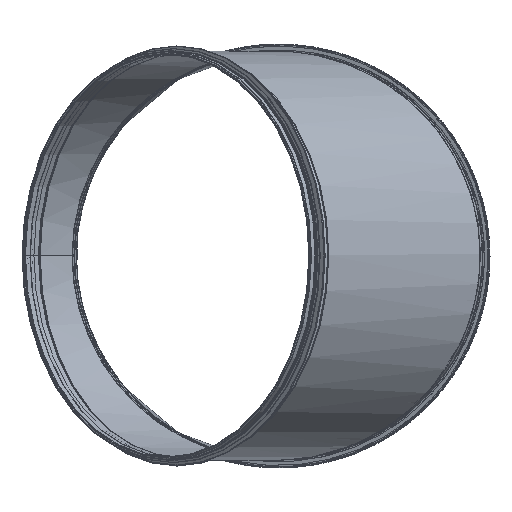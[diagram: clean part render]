
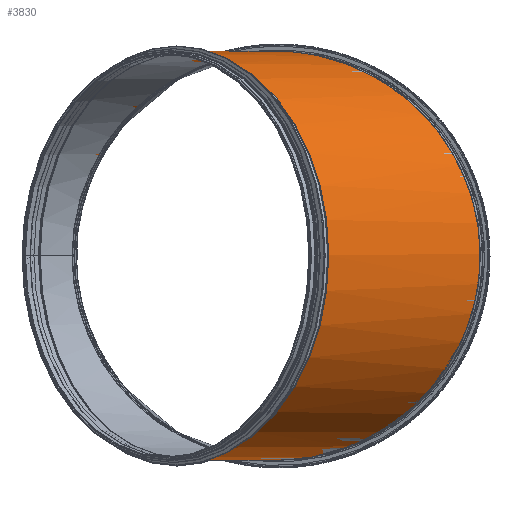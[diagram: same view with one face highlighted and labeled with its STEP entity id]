
A CAD part, top view. The second image highlights one B-rep face of the part: STEP entity #3830.
In plain terms, the highlighted cylindrical face has radius 199.4 mm (diameter 398.8 mm), a full revolution.
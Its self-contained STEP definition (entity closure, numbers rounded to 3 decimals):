
#2846=CARTESIAN_POINT('',(199.4,69.812,-0.003));
#2847=VERTEX_POINT('',#2846);
#2859=CARTESIAN_POINT('',(199.4,69.812,0.0));
#2860=VERTEX_POINT('',#2859);
#3046=CARTESIAN_POINT('',(0.,152.406,-199.4));
#3047=VERTEX_POINT('',#3046);
#3048=CARTESIAN_POINT('',(0.,152.406,0.0));
#3049=DIRECTION('',(-0.383,-0.924,0.0));
#3050=DIRECTION('',(0.924,-0.383,0.0));
#3051=AXIS2_PLACEMENT_3D('',#3048,#3049,#3050);
#3052=ELLIPSE('',#3051,215.829,199.4);
#3053=EDGE_CURVE('',#3047,#2847,#3052,.T.);
#3055=CARTESIAN_POINT('',(0.,152.406,199.4));
#3056=VERTEX_POINT('',#3055);
#3057=CARTESIAN_POINT('',(0.,152.406,0.0));
#3058=DIRECTION('',(-0.383,-0.924,0.0));
#3059=DIRECTION('',(0.924,-0.383,0.0));
#3060=AXIS2_PLACEMENT_3D('',#3057,#3058,#3059);
#3061=ELLIPSE('',#3060,215.829,199.4);
#3062=EDGE_CURVE('',#3056,#3047,#3061,.T.);
#3064=CARTESIAN_POINT('',(0.,152.406,0.0));
#3065=DIRECTION('',(-0.383,-0.924,0.0));
#3066=DIRECTION('',(0.924,-0.383,0.0));
#3067=AXIS2_PLACEMENT_3D('',#3064,#3065,#3066);
#3068=ELLIPSE('',#3067,215.829,199.4);
#3069=EDGE_CURVE('',#2860,#3056,#3068,.T.);
#3088=CARTESIAN_POINT('',(199.4,25.5,-0.003));
#3089=VERTEX_POINT('',#3088);
#3096=CARTESIAN_POINT('',(199.4,69.812,-0.003));
#3097=DIRECTION('',(0.0,-1.0,0.0));
#3098=VECTOR('',#3097,44.312);
#3099=LINE('',#3096,#3098);
#3100=EDGE_CURVE('',#2847,#3089,#3099,.T.);
#3136=CARTESIAN_POINT('',(199.4,25.5,0.0));
#3137=VERTEX_POINT('',#3136);
#3138=CARTESIAN_POINT('',(199.4,25.5,0.0));
#3139=DIRECTION('',(0.0,1.0,0.0));
#3140=VECTOR('',#3139,44.312);
#3141=LINE('',#3138,#3140);
#3142=EDGE_CURVE('',#3137,#2860,#3141,.T.);
#3811=CARTESIAN_POINT('',(0.0,113.595,0.0));
#3812=DIRECTION('',(0.,-1.0,0.0));
#3813=DIRECTION('',(1.0,0.0,0.0));
#3814=AXIS2_PLACEMENT_3D('',#3811,#3812,#3813);
#3815=CYLINDRICAL_SURFACE('',#3814,199.4);
#3816=ORIENTED_EDGE('',*,*,#3069,.T.);
#3817=ORIENTED_EDGE('',*,*,#3062,.T.);
#3818=ORIENTED_EDGE('',*,*,#3053,.T.);
#3819=ORIENTED_EDGE('',*,*,#3100,.T.);
#3820=CARTESIAN_POINT('',(0.,25.5,0.0));
#3821=DIRECTION('',(0.0,-1.0,0.0));
#3822=DIRECTION('',(1.0,0.0,0.0));
#3823=AXIS2_PLACEMENT_3D('',#3820,#3821,#3822);
#3824=CIRCLE('',#3823,199.4);
#3825=EDGE_CURVE('',#3137,#3089,#3824,.T.);
#3826=ORIENTED_EDGE('',*,*,#3825,.F.);
#3827=ORIENTED_EDGE('',*,*,#3142,.T.);
#3828=EDGE_LOOP('',(#3816,#3817,#3818,#3819,#3826,#3827));
#3829=FACE_OUTER_BOUND('',#3828,.T.);
#3830=ADVANCED_FACE('',(#3829),#3815,.T.);
